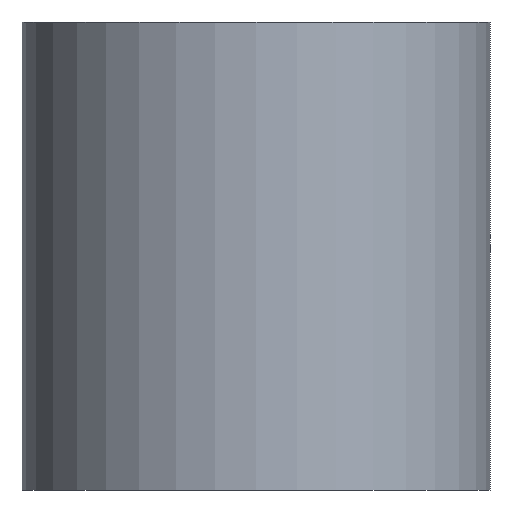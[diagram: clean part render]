
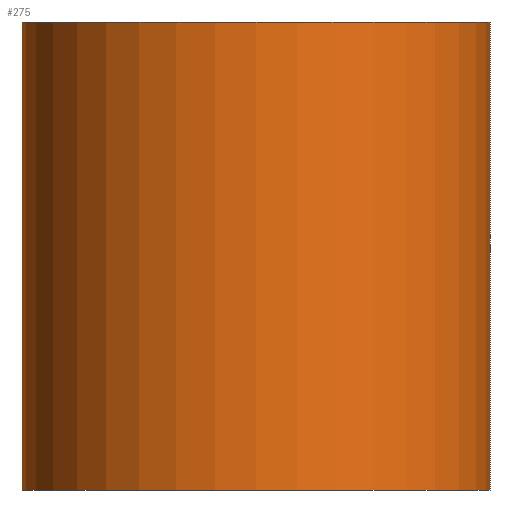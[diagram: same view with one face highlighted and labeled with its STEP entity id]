
A CAD part, front view. The second image highlights one B-rep face of the part: STEP entity #275.
In plain terms, the highlighted cylindrical face has radius 20 mm (diameter 40 mm), a partial arc.
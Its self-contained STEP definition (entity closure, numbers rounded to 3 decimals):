
#2 = LINE ( 'NONE', #193, #301 ) ;
#23 = DIRECTION ( 'NONE',  ( 0., 0., 1. ) ) ;
#47 = VERTEX_POINT ( 'NONE', #123 ) ;
#48 = EDGE_CURVE ( 'NONE', #212, #47, #168, .T. ) ;
#51 = CARTESIAN_POINT ( 'NONE',  ( 20., 0., 0. ) ) ;
#56 = DIRECTION ( 'NONE',  ( 1., 0., 0. ) ) ;
#57 = DIRECTION ( 'NONE',  ( 0., 0., 1. ) ) ;
#58 = VERTEX_POINT ( 'NONE', #121 ) ;
#62 = VECTOR ( 'NONE', #100, 1000. ) ;
#85 = FACE_OUTER_BOUND ( 'NONE', #264, .T. ) ;
#96 = AXIS2_PLACEMENT_3D ( 'NONE', #139, #57, #56 ) ;
#98 = DIRECTION ( 'NONE',  ( 1., 0., 0. ) ) ;
#100 = DIRECTION ( 'NONE',  ( 0., 0., 1. ) ) ;
#121 = CARTESIAN_POINT ( 'NONE',  ( 20., 0., 40. ) ) ;
#123 = CARTESIAN_POINT ( 'NONE',  ( -20., 0., 40. ) ) ;
#130 = EDGE_CURVE ( 'NONE', #190, #58, #2, .T. ) ;
#136 = EDGE_CURVE ( 'NONE', #47, #58, #230, .T. ) ;
#139 = CARTESIAN_POINT ( 'NONE',  ( 0., 0., 40. ) ) ;
#151 = CARTESIAN_POINT ( 'NONE',  ( 0., 0., 40. ) ) ;
#161 = AXIS2_PLACEMENT_3D ( 'NONE', #265, #258, #266 ) ;
#163 = ORIENTED_EDGE ( 'NONE', *, *, #248, .T. ) ;
#168 = LINE ( 'NONE', #285, #62 ) ;
#175 = CIRCLE ( 'NONE', #161, 20. ) ;
#182 = CYLINDRICAL_SURFACE ( 'NONE', #96, 20. ) ;
#190 = VERTEX_POINT ( 'NONE', #51 ) ;
#193 = CARTESIAN_POINT ( 'NONE',  ( 20., 0., 40. ) ) ;
#212 = VERTEX_POINT ( 'NONE', #287 ) ;
#216 = ORIENTED_EDGE ( 'NONE', *, *, #48, .F. ) ;
#230 = CIRCLE ( 'NONE', #286, 20. ) ;
#248 = EDGE_CURVE ( 'NONE', #212, #190, #175, .T. ) ;
#258 = DIRECTION ( 'NONE',  ( 0., 0., 1. ) ) ;
#264 = EDGE_LOOP ( 'NONE', ( #216, #163, #303, #297 ) ) ;
#265 = CARTESIAN_POINT ( 'NONE',  ( 0., 0., 0. ) ) ;
#266 = DIRECTION ( 'NONE',  ( 1., 0., 0. ) ) ;
#275 = ADVANCED_FACE ( 'NONE', ( #85 ), #182, .T. ) ;
#285 = CARTESIAN_POINT ( 'NONE',  ( -20., 0., 40. ) ) ;
#286 = AXIS2_PLACEMENT_3D ( 'NONE', #151, #327, #98 ) ;
#287 = CARTESIAN_POINT ( 'NONE',  ( -20., 0., 0. ) ) ;
#297 = ORIENTED_EDGE ( 'NONE', *, *, #136, .F. ) ;
#301 = VECTOR ( 'NONE', #23, 1000. ) ;
#303 = ORIENTED_EDGE ( 'NONE', *, *, #130, .T. ) ;
#327 = DIRECTION ( 'NONE',  ( 0., 0., 1. ) ) ;
